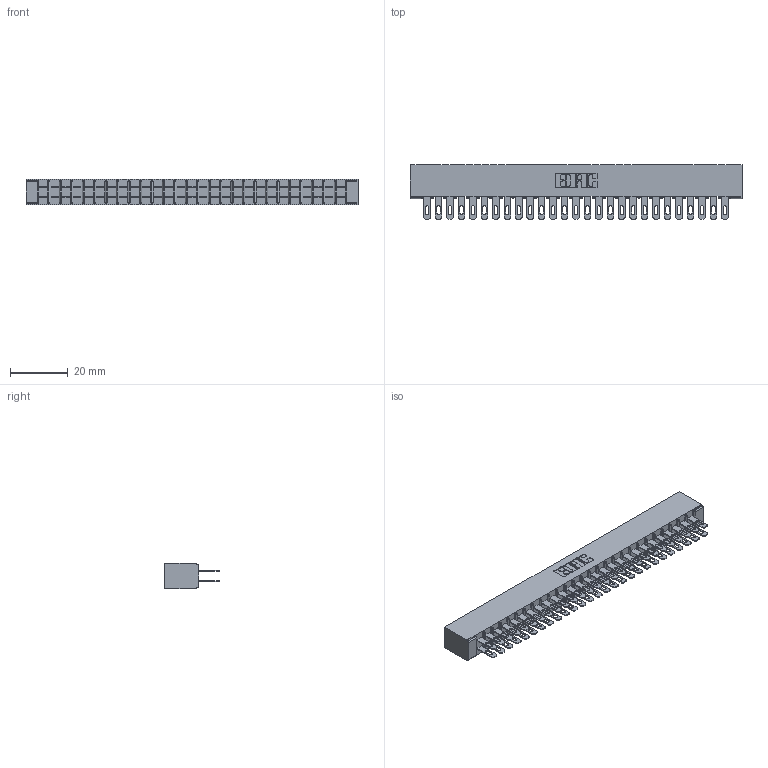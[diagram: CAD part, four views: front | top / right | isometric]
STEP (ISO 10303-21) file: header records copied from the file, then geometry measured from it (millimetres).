
FILE_DESCRIPTION (( 'STEP AP203' ), '1' );
FILE_NAME ('305-054-500-201.STEP', '2019-09-09T22:44:15', ( '' ), ( '' ), 'SwSTEP 2.0', 'SolidWorks 2016', '' );
FILE_SCHEMA (( 'CONFIG_CONTROL_DESIGN' ));
Length unit declared in the file: inch
Products named in the file (3): 305-290-001_500; 305-054-500-201; 305 Part_No Mounting
Assembly tree (55 placements, depth 2):
  305-054-500-201
    305 Part_No Mounting
    305-290-001_500  x54
Bounding box: 114.86 x 18.85 x 8.71 mm (x, y, z)
Volume: 7549.4 mm3; surface area: 16077.5 mm2
Topology: 55 solids, 55 shells, 2808 faces, 8041 edges, 5214 vertices
Faces by surface type: plane 1576, cylinder 1124, sphere 108
Entity records: 30804 total; most frequent: CARTESIAN_POINT 5095, ORIENTED_EDGE 5054, DIRECTION 4941, EDGE_CURVE 2527, VECTOR 2029, LINE 2029, VERTEX_POINT 1610, AXIS2_PLACEMENT_3D 1456
